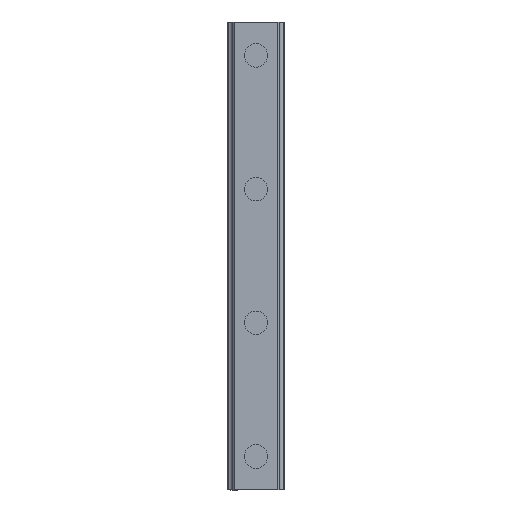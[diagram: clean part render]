
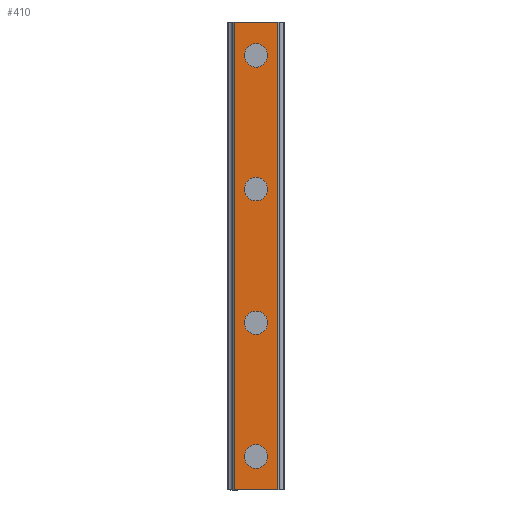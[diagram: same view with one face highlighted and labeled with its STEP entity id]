
A CAD part, top view. The second image highlights one B-rep face of the part: STEP entity #410.
In plain terms, the highlighted planar face has unit normal (0, 0, 1).
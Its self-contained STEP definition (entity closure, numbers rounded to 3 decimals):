
#410=ADVANCED_FACE('',(#843,#844,#845,#846,#847),#848,.T.);
#843=FACE_BOUND('',#1296,.T.);
#844=FACE_BOUND('',#1297,.T.);
#845=FACE_BOUND('',#1298,.T.);
#846=FACE_BOUND('',#1299,.T.);
#847=FACE_OUTER_BOUND('',#1300,.T.);
#848=PLANE('',#1301);
#1296=EDGE_LOOP('',(#2502,#2503));
#1297=EDGE_LOOP('',(#2504,#2505));
#1298=EDGE_LOOP('',(#2506,#2507));
#1299=EDGE_LOOP('',(#2508,#2509));
#1300=EDGE_LOOP('',(#2510,#2511,#2512,#2513));
#1301=AXIS2_PLACEMENT_3D('',#2514,#2515,#2516);
#2502=ORIENTED_EDGE('',*,*,#2731,.T.);
#2503=ORIENTED_EDGE('',*,*,#3105,.T.);
#2504=ORIENTED_EDGE('',*,*,#2721,.T.);
#2505=ORIENTED_EDGE('',*,*,#3111,.T.);
#2506=ORIENTED_EDGE('',*,*,#2711,.T.);
#2507=ORIENTED_EDGE('',*,*,#3117,.T.);
#2508=ORIENTED_EDGE('',*,*,#2701,.T.);
#2509=ORIENTED_EDGE('',*,*,#3123,.T.);
#2510=ORIENTED_EDGE('',*,*,#3084,.T.);
#2511=ORIENTED_EDGE('',*,*,#3170,.F.);
#2512=ORIENTED_EDGE('',*,*,#2954,.T.);
#2513=ORIENTED_EDGE('',*,*,#3168,.T.);
#2514=CARTESIAN_POINT('',(0.0,280.0,27.5));
#2515=DIRECTION('',(0.0,0.0,1.0));
#2516=DIRECTION('',(-1.0,0.0,0.0));
#2701=EDGE_CURVE('',#3226,#3223,#3227,.T.);
#2711=EDGE_CURVE('',#3244,#3241,#3245,.T.);
#2721=EDGE_CURVE('',#3262,#3259,#3263,.T.);
#2731=EDGE_CURVE('',#3280,#3277,#3281,.T.);
#2954=EDGE_CURVE('',#3619,#3617,#3620,.T.);
#3084=EDGE_CURVE('',#3834,#3832,#3835,.T.);
#3105=EDGE_CURVE('',#3277,#3280,#3874,.T.);
#3111=EDGE_CURVE('',#3259,#3262,#3880,.T.);
#3117=EDGE_CURVE('',#3241,#3244,#3886,.T.);
#3123=EDGE_CURVE('',#3223,#3226,#3892,.T.);
#3168=EDGE_CURVE('',#3617,#3834,#3937,.T.);
#3170=EDGE_CURVE('',#3619,#3832,#3939,.T.);
#3223=VERTEX_POINT('',#3994);
#3226=VERTEX_POINT('',#3998);
#3227=CIRCLE('',#3999,7.0);
#3241=VERTEX_POINT('',#4016);
#3244=VERTEX_POINT('',#4020);
#3245=CIRCLE('',#4021,7.0);
#3259=VERTEX_POINT('',#4038);
#3262=VERTEX_POINT('',#4042);
#3263=CIRCLE('',#4043,7.0);
#3277=VERTEX_POINT('',#4060);
#3280=VERTEX_POINT('',#4064);
#3281=CIRCLE('',#4065,7.0);
#3617=VERTEX_POINT('',#4535);
#3619=VERTEX_POINT('',#4538);
#3620=LINE('',#4539,#4540);
#3832=VERTEX_POINT('',#4838);
#3834=VERTEX_POINT('',#4841);
#3835=LINE('',#4842,#4843);
#3874=CIRCLE('',#4892,7.0);
#3880=CIRCLE('',#4898,7.0);
#3886=CIRCLE('',#4904,7.0);
#3892=CIRCLE('',#4910,7.0);
#3937=LINE('',#4975,#4976);
#3939=LINE('',#4978,#4979);
#3994=CARTESIAN_POINT('',(7.0,20.0,27.5));
#3998=CARTESIAN_POINT('',(-7.0,20.0,27.5));
#3999=AXIS2_PLACEMENT_3D('',#5051,#5052,#5053);
#4016=CARTESIAN_POINT('',(7.0,100.0,27.5));
#4020=CARTESIAN_POINT('',(-7.0,100.0,27.5));
#4021=AXIS2_PLACEMENT_3D('',#5067,#5068,#5069);
#4038=CARTESIAN_POINT('',(7.0,180.0,27.5));
#4042=CARTESIAN_POINT('',(-7.0,180.0,27.5));
#4043=AXIS2_PLACEMENT_3D('',#5083,#5084,#5085);
#4060=CARTESIAN_POINT('',(7.0,260.0,27.5));
#4064=CARTESIAN_POINT('',(-7.0,260.0,27.5));
#4065=AXIS2_PLACEMENT_3D('',#5099,#5100,#5101);
#4535=CARTESIAN_POINT('',(-13.042,280.0,27.5));
#4538=CARTESIAN_POINT('',(13.042,280.0,27.5));
#4539=CARTESIAN_POINT('',(13.042,280.0,27.5));
#4540=VECTOR('',#5327,1.0);
#4838=CARTESIAN_POINT('',(13.042,0.0,27.5));
#4841=CARTESIAN_POINT('',(-13.042,0.0,27.5));
#4842=CARTESIAN_POINT('',(13.042,0.0,27.5));
#4843=VECTOR('',#5469,1.0);
#4892=AXIS2_PLACEMENT_3D('',#5507,#5508,#5509);
#4898=AXIS2_PLACEMENT_3D('',#5516,#5517,#5518);
#4904=AXIS2_PLACEMENT_3D('',#5525,#5526,#5527);
#4910=AXIS2_PLACEMENT_3D('',#5534,#5535,#5536);
#4975=CARTESIAN_POINT('',(-13.042,280.0,27.5));
#4976=VECTOR('',#5563,1.0);
#4978=CARTESIAN_POINT('',(13.042,280.0,27.5));
#4979=VECTOR('',#5564,1.0);
#5051=CARTESIAN_POINT('',(0.0,20.0,27.5));
#5052=DIRECTION('',(0.0,0.0,-1.0));
#5053=DIRECTION('',(1.0,0.0,0.0));
#5067=CARTESIAN_POINT('',(0.0,100.0,27.5));
#5068=DIRECTION('',(0.0,0.0,-1.0));
#5069=DIRECTION('',(1.0,0.0,0.0));
#5083=CARTESIAN_POINT('',(0.0,180.0,27.5));
#5084=DIRECTION('',(0.0,0.0,-1.0));
#5085=DIRECTION('',(1.0,0.0,0.0));
#5099=CARTESIAN_POINT('',(0.0,260.0,27.5));
#5100=DIRECTION('',(0.0,0.0,-1.0));
#5101=DIRECTION('',(1.0,0.0,0.0));
#5327=DIRECTION('',(-1.0,0.0,0.0));
#5469=DIRECTION('',(1.0,0.0,0.0));
#5507=CARTESIAN_POINT('',(0.0,260.0,27.5));
#5508=DIRECTION('',(0.0,0.0,-1.0));
#5509=DIRECTION('',(1.0,0.0,0.0));
#5516=CARTESIAN_POINT('',(0.0,180.0,27.5));
#5517=DIRECTION('',(0.0,0.0,-1.0));
#5518=DIRECTION('',(1.0,0.0,0.0));
#5525=CARTESIAN_POINT('',(0.0,100.0,27.5));
#5526=DIRECTION('',(0.0,0.0,-1.0));
#5527=DIRECTION('',(1.0,0.0,0.0));
#5534=CARTESIAN_POINT('',(0.0,20.0,27.5));
#5535=DIRECTION('',(0.0,0.0,-1.0));
#5536=DIRECTION('',(1.0,0.0,0.0));
#5563=DIRECTION('',(0.0,-1.0,0.0));
#5564=DIRECTION('',(0.0,-1.0,0.0));
